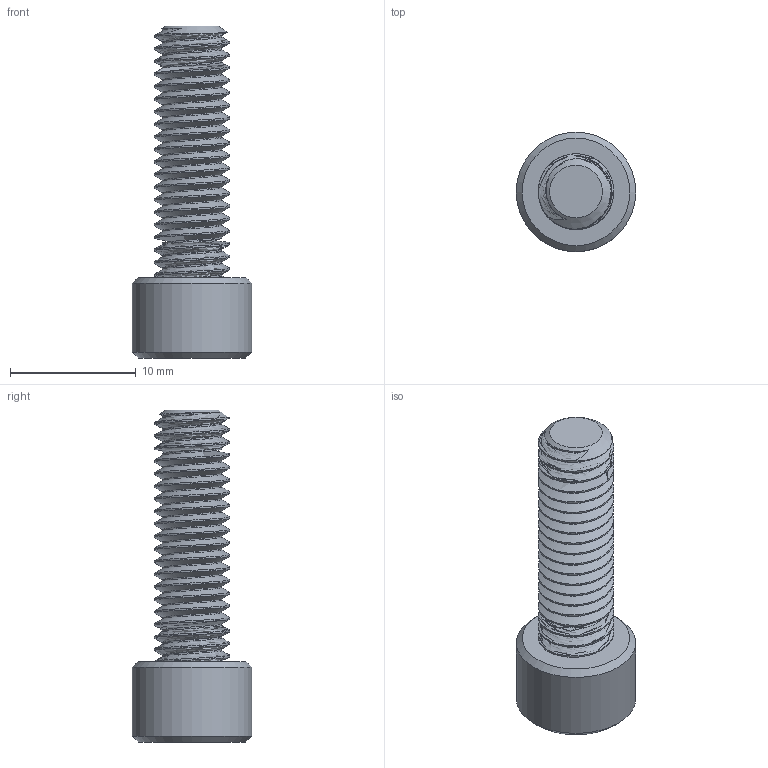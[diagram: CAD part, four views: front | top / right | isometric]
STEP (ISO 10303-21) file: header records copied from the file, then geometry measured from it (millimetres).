
FILE_DESCRIPTION(/* description */ (''),/* implementation_level */ '2;1');
FILE_NAME(/* name */ '93640A137_Nylon Plastic Socket Head Screw.step',/* time_stamp */ '2022-08-23T12:54:54-03:00',/* author */ (''),/* organization */ (''),/* preprocessor_version */ 'ST-DEVELOPER v19',/* originating_system */ 'Autodesk Translation Framework v11.7.0.108',/* authorisation */ '');
FILE_SCHEMA (('AUTOMOTIVE_DESIGN { 1 0 10303 214 3 1 1 }'));
Length unit declared in the file: millimetre
Products named in the file (1): 93640A137_Nylon Plastic Socket Head Screw
Bounding box: 9.5 x 9.5 x 26.4 mm (x, y, z)
Volume: 827.2 mm3; surface area: 950.9 mm2
Topology: 1 solids, 1 shells, 64 faces, 167 edges, 107 vertices
Faces by surface type: cylinder 43, plane 10, cone 9, bspline 2
Full cylindrical faces by diameter (mm): 4.701 x19, 6 x19, 9.5 x1
Entity records: 5723 total; most frequent: CARTESIAN_POINT 4310, ORIENTED_EDGE 334, DIRECTION 214, EDGE_CURVE 167, VERTEX_POINT 107, B_SPLINE_CURVE_WITH_KNOTS 89, AXIS2_PLACEMENT_3D 79, EDGE_LOOP 66
